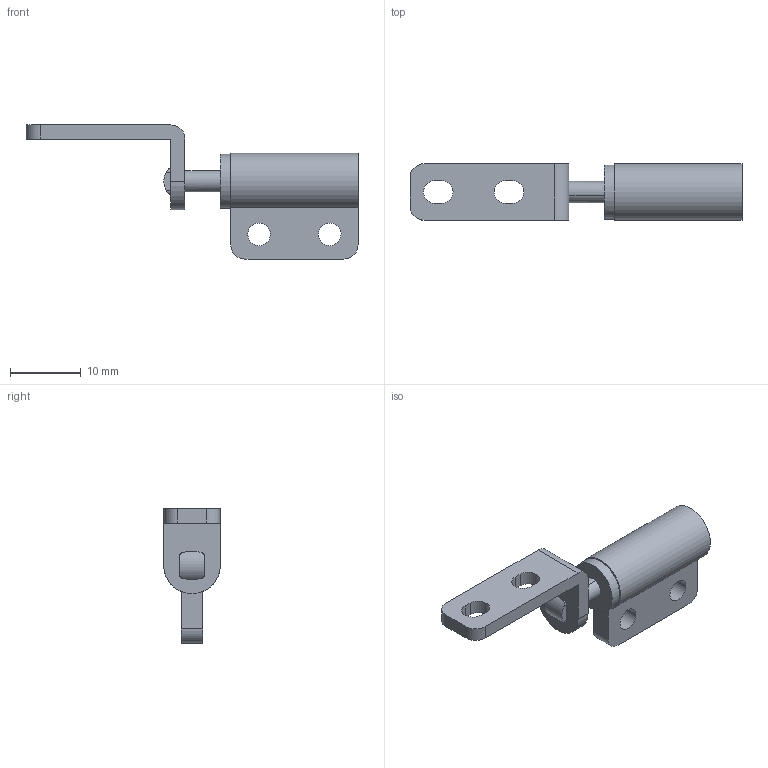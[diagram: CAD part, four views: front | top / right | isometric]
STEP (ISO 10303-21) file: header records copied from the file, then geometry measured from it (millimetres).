
FILE_DESCRIPTION( (''), '2;1');
FILE_NAME ('PC013.3132.TH_122_5A_16937.stp','2024-03-25T17:29:31',(''),(''),'spGate 19.8.4 (****-****-****-****)','','');
FILE_SCHEMA (('AUTOMOTIVE_DESIGN'));
Length unit declared in the file: millimetre
Products named in the file (7): Assembly; washer; socket; shaft; nut; case; bracket
Assembly tree (6 placements, depth 2):
  Assembly
    washer
    socket
    shaft
    nut
    case
    bracket
Bounding box: 47 x 8 x 19 mm (x, y, z)
Volume: 1462 mm3; surface area: 2953.5 mm2
Topology: 6 solids, 6 shells, 96 faces, 254 edges, 174 vertices
Faces by surface type: cylinder 41, plane 40, bspline 15
Entity records: 5474 total; most frequent: CARTESIAN_POINT 927, ORIENTED_EDGE 508, DIRECTION 503, COLOUR_RGB 356, PRESENTATION_STYLE_ASSIGNMENT 356, STYLED_ITEM 356, EDGE_CURVE 254, DRAUGHTING_PRE_DEFINED_CURVE_FONT 254
